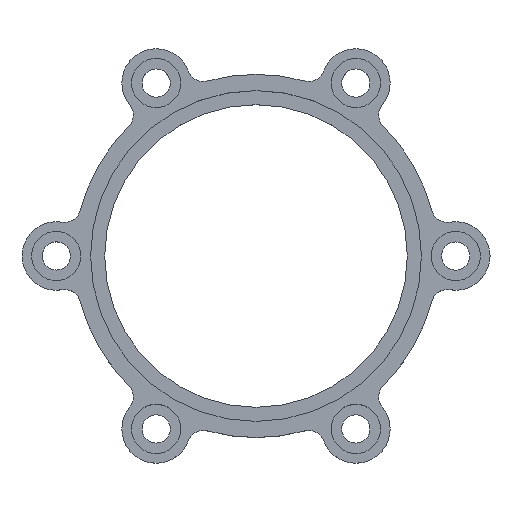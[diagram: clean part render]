
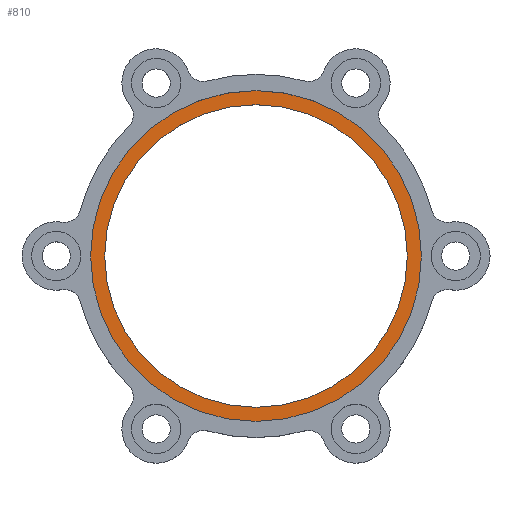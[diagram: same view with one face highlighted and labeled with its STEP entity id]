
A CAD part, top view. The second image highlights one B-rep face of the part: STEP entity #810.
In plain terms, the highlighted planar face has unit normal (0, 0, 1).
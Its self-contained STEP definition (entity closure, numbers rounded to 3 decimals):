
#21=FACE_BOUND('',#141,.T.);
#42=PLANE('',#952);
#87=FACE_OUTER_BOUND('',#140,.T.);
#140=EDGE_LOOP('',(#658));
#141=EDGE_LOOP('',(#659));
#308=CIRCLE('',#953,20.5);
#309=CIRCLE('',#954,18.75);
#384=VERTEX_POINT('',#1471);
#385=VERTEX_POINT('',#1473);
#496=EDGE_CURVE('',#384,#384,#308,.T.);
#497=EDGE_CURVE('',#385,#385,#309,.T.);
#658=ORIENTED_EDGE('',*,*,#496,.T.);
#659=ORIENTED_EDGE('',*,*,#497,.F.);
#810=ADVANCED_FACE('',(#87,#21),#42,.T.);
#952=AXIS2_PLACEMENT_3D('',#1470,#1227,#1228);
#953=AXIS2_PLACEMENT_3D('',#1472,#1229,#1230);
#954=AXIS2_PLACEMENT_3D('',#1474,#1231,#1232);
#1227=DIRECTION('center_axis',(0.,0.,1.));
#1228=DIRECTION('ref_axis',(1.,0.,0.));
#1229=DIRECTION('center_axis',(0.,0.,1.));
#1230=DIRECTION('ref_axis',(1.,0.,0.));
#1231=DIRECTION('center_axis',(0.,0.,1.));
#1232=DIRECTION('ref_axis',(1.,0.,0.));
#1470=CARTESIAN_POINT('Origin',(0.,0.,-2.5));
#1471=CARTESIAN_POINT('',(-20.5,0.,-2.5));
#1472=CARTESIAN_POINT('Origin',(0.,0.,-2.5));
#1473=CARTESIAN_POINT('',(-18.75,0.,-2.5));
#1474=CARTESIAN_POINT('Origin',(0.,0.,-2.5));
